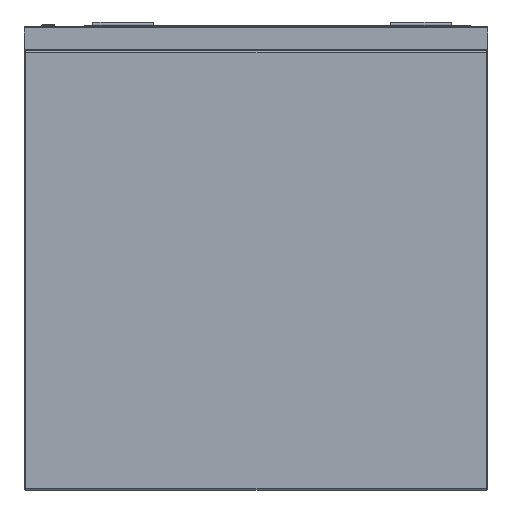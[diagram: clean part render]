
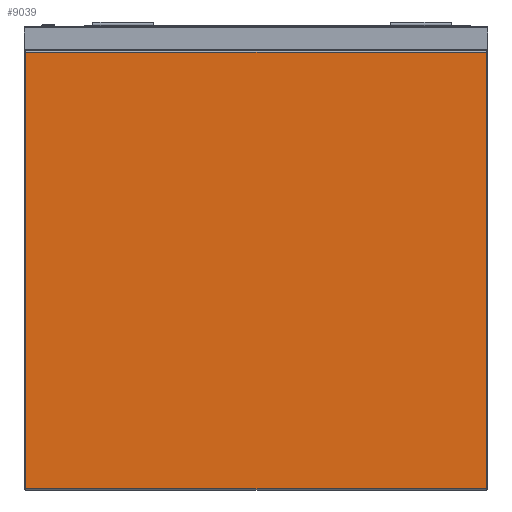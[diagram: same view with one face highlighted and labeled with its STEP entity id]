
A CAD part, left-side view. The second image highlights one B-rep face of the part: STEP entity #9039.
In plain terms, the highlighted planar face has unit normal (-1, 0, 0).
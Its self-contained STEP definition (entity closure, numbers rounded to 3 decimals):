
#224 = CARTESIAN_POINT ( 'NONE',  ( -297.5, -380., -760. ) ) ;
#497 = CARTESIAN_POINT ( 'NONE',  ( -297.5, -380., -758. ) ) ;
#827 = VECTOR ( 'NONE', #9901, 1000. ) ;
#1264 = CARTESIAN_POINT ( 'NONE',  ( -297.5, -378., -758. ) ) ;
#2398 = VERTEX_POINT ( 'NONE', #13834 ) ;
#2609 = CARTESIAN_POINT ( 'NONE',  ( -297.5, 380., -42. ) ) ;
#3448 = DIRECTION ( 'NONE',  ( 0., 0., 1. ) ) ;
#3766 = PLANE ( 'NONE',  #6218 ) ;
#3794 = ORIENTED_EDGE ( 'NONE', *, *, #7876, .T. ) ;
#5628 = EDGE_LOOP ( 'NONE', ( #9868, #14868, #14704, #3794 ) ) ;
#6030 = DIRECTION ( 'NONE',  ( -1., 0., 0. ) ) ;
#6218 = AXIS2_PLACEMENT_3D ( 'NONE', #224, #6030, #3448 ) ;
#7876 = EDGE_CURVE ( 'NONE', #8670, #12538, #9806, .T. ) ;
#8350 = LINE ( 'NONE', #8499, #8910 ) ;
#8499 = CARTESIAN_POINT ( 'NONE',  ( -297.5, 378., -760. ) ) ;
#8558 = CARTESIAN_POINT ( 'NONE',  ( -297.5, 378., -42. ) ) ;
#8633 = DIRECTION ( 'NONE',  ( 0., -1., 0. ) ) ;
#8670 = VERTEX_POINT ( 'NONE', #13096 ) ;
#8822 = CARTESIAN_POINT ( 'NONE',  ( -297.5, -378., -760. ) ) ;
#8910 = VECTOR ( 'NONE', #13004, 1000. ) ;
#8974 = EDGE_CURVE ( 'NONE', #2398, #10921, #11767, .T. ) ;
#9039 = ADVANCED_FACE ( 'Fl�che7', ( #14056 ), #3766, .T. ) ;
#9673 = VECTOR ( 'NONE', #14285, 1000. ) ;
#9806 = LINE ( 'NONE', #497, #10792 ) ;
#9868 = ORIENTED_EDGE ( 'NONE', *, *, #12546, .T. ) ;
#9901 = DIRECTION ( 'NONE',  ( 0., 0., 1. ) ) ;
#10292 = EDGE_CURVE ( 'NONE', #10921, #8670, #8350, .T. ) ;
#10792 = VECTOR ( 'NONE', #8633, 1000. ) ;
#10921 = VERTEX_POINT ( 'NONE', #8558 ) ;
#11071 = LINE ( 'NONE', #8822, #827 ) ;
#11767 = LINE ( 'NONE', #2609, #9673 ) ;
#12538 = VERTEX_POINT ( 'NONE', #1264 ) ;
#12546 = EDGE_CURVE ( 'NONE', #12538, #2398, #11071, .T. ) ;
#13004 = DIRECTION ( 'NONE',  ( 0., 0., -1. ) ) ;
#13096 = CARTESIAN_POINT ( 'NONE',  ( -297.5, 378., -758. ) ) ;
#13834 = CARTESIAN_POINT ( 'NONE',  ( -297.5, -378., -42. ) ) ;
#14056 = FACE_OUTER_BOUND ( 'NONE', #5628, .T. ) ;
#14285 = DIRECTION ( 'NONE',  ( 0., 1., 0. ) ) ;
#14704 = ORIENTED_EDGE ( 'NONE', *, *, #10292, .T. ) ;
#14868 = ORIENTED_EDGE ( 'NONE', *, *, #8974, .T. ) ;
